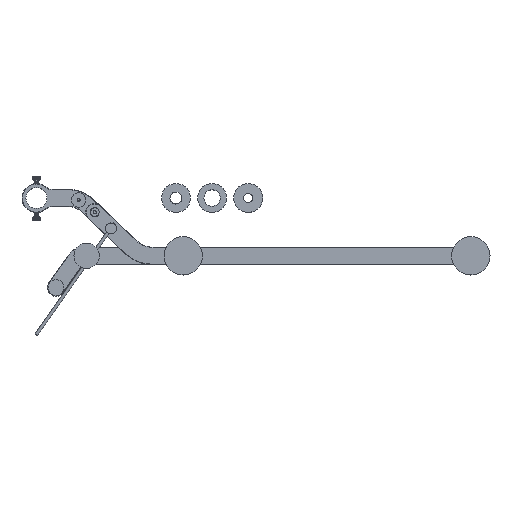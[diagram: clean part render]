
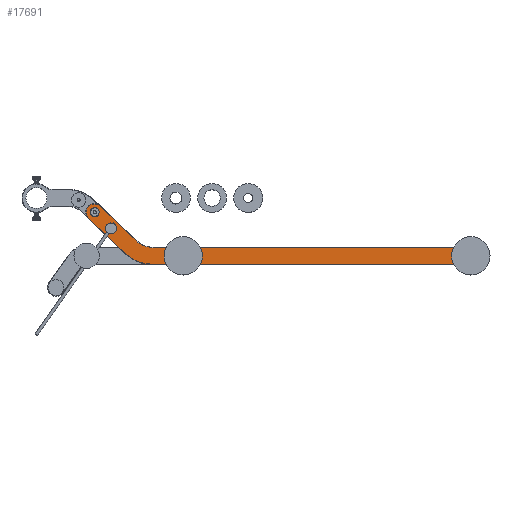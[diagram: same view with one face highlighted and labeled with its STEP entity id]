
A CAD part, top view. The second image highlights one B-rep face of the part: STEP entity #17691.
In plain terms, the highlighted planar face has unit normal (0, 0, 1).
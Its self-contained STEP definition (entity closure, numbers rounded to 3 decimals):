
#166=FACE_BOUND('',#3744,.T.);
#167=FACE_BOUND('',#3745,.T.);
#168=FACE_BOUND('',#3746,.T.);
#169=FACE_BOUND('',#3747,.T.);
#1076=PLANE('',#19075);
#2556=FACE_OUTER_BOUND('',#3743,.T.);
#3743=EDGE_LOOP('',(#15848,#15849,#15850,#15851,#15852,#15853,#15854,#15855,
#15856));
#3744=EDGE_LOOP('',(#15857));
#3745=EDGE_LOOP('',(#15858));
#3746=EDGE_LOOP('',(#15859));
#3747=EDGE_LOOP('',(#15860));
#4152=CIRCLE('',#19057,12.);
#4153=CIRCLE('',#19060,33.5);
#4155=CIRCLE('',#19064,11.5);
#4157=CIRCLE('',#19068,52.);
#4158=CIRCLE('',#19071,12.);
#4159=CIRCLE('',#19076,6.2);
#4160=CIRCLE('',#19077,3.015);
#4161=CIRCLE('',#19078,5.);
#4162=CIRCLE('',#19079,3.);
#5899=LINE('',#63135,#6488);
#5902=LINE('',#63143,#6491);
#5907=LINE('',#63156,#6496);
#5911=LINE('',#63167,#6500);
#6488=VECTOR('',#21914,10.);
#6491=VECTOR('',#21923,10.);
#6496=VECTOR('',#21936,10.);
#6500=VECTOR('',#21948,10.);
#8037=VERTEX_POINT('',#63125);
#8038=VERTEX_POINT('',#63126);
#8039=VERTEX_POINT('',#63134);
#8040=VERTEX_POINT('',#63138);
#8041=VERTEX_POINT('',#63142);
#8042=VERTEX_POINT('',#63146);
#8044=VERTEX_POINT('',#63152);
#8046=VERTEX_POINT('',#63158);
#8048=VERTEX_POINT('',#63164);
#8049=VERTEX_POINT('',#63177);
#8050=VERTEX_POINT('',#63179);
#8051=VERTEX_POINT('',#63181);
#8052=VERTEX_POINT('',#63183);
#10648=EDGE_CURVE('',#8037,#8038,#4152,.T.);
#10651=EDGE_CURVE('',#8038,#8039,#5899,.T.);
#10654=EDGE_CURVE('',#8039,#8040,#4153,.T.);
#10655=EDGE_CURVE('',#8040,#8041,#5902,.T.);
#10659=EDGE_CURVE('',#8041,#8042,#4155,.T.);
#10662=EDGE_CURVE('',#8042,#8044,#5907,.T.);
#10665=EDGE_CURVE('',#8044,#8046,#4157,.T.);
#10668=EDGE_CURVE('',#8046,#8048,#5911,.T.);
#10669=EDGE_CURVE('',#8048,#8037,#4158,.T.);
#10673=EDGE_CURVE('',#8049,#8049,#4159,.T.);
#10674=EDGE_CURVE('',#8050,#8050,#4160,.T.);
#10675=EDGE_CURVE('',#8051,#8051,#4161,.T.);
#10676=EDGE_CURVE('',#8052,#8052,#4162,.T.);
#15848=ORIENTED_EDGE('',*,*,#10648,.F.);
#15849=ORIENTED_EDGE('',*,*,#10669,.F.);
#15850=ORIENTED_EDGE('',*,*,#10668,.F.);
#15851=ORIENTED_EDGE('',*,*,#10665,.F.);
#15852=ORIENTED_EDGE('',*,*,#10662,.F.);
#15853=ORIENTED_EDGE('',*,*,#10659,.F.);
#15854=ORIENTED_EDGE('',*,*,#10655,.F.);
#15855=ORIENTED_EDGE('',*,*,#10654,.F.);
#15856=ORIENTED_EDGE('',*,*,#10651,.F.);
#15857=ORIENTED_EDGE('',*,*,#10673,.F.);
#15858=ORIENTED_EDGE('',*,*,#10674,.T.);
#15859=ORIENTED_EDGE('',*,*,#10675,.T.);
#15860=ORIENTED_EDGE('',*,*,#10676,.T.);
#17691=ADVANCED_FACE('',(#2556,#166,#167,#168,#169),#1076,.T.);
#19057=AXIS2_PLACEMENT_3D('',#63127,#21909,#21910);
#19060=AXIS2_PLACEMENT_3D('',#63140,#21919,#21920);
#19064=AXIS2_PLACEMENT_3D('',#63150,#21930,#21931);
#19068=AXIS2_PLACEMENT_3D('',#63162,#21942,#21943);
#19071=AXIS2_PLACEMENT_3D('',#63169,#21951,#21952);
#19075=AXIS2_PLACEMENT_3D('',#63176,#21962,#21963);
#19076=AXIS2_PLACEMENT_3D('',#63178,#21964,#21965);
#19077=AXIS2_PLACEMENT_3D('',#63180,#21966,#21967);
#19078=AXIS2_PLACEMENT_3D('',#63182,#21968,#21969);
#19079=AXIS2_PLACEMENT_3D('',#63184,#21970,#21971);
#21909=DIRECTION('center_axis',(0.,0.,
-1.));
#21910=DIRECTION('ref_axis',(-0.666,0.746,0.));
#21914=DIRECTION('',(0.724,-0.69,0.));
#21919=DIRECTION('center_axis',(0.,0.,
1.));
#21920=DIRECTION('ref_axis',(-0.371,-0.928,0.));
#21923=DIRECTION('',(1.,0.,0.));
#21930=DIRECTION('center_axis',(0.,0.,
-1.));
#21931=DIRECTION('ref_axis',(0.707,-0.707,0.));
#21936=DIRECTION('',(-1.,0.,0.));
#21942=DIRECTION('center_axis',(0.,0.,
-1.));
#21943=DIRECTION('ref_axis',(-0.371,-0.928,0.));
#21948=DIRECTION('',(-0.724,0.69,0.));
#21951=DIRECTION('center_axis',(0.,0.,
-1.));
#21952=DIRECTION('ref_axis',(-1.,-0.024,0.));
#21962=DIRECTION('center_axis',(0.,0.,
1.));
#21963=DIRECTION('ref_axis',(0.,1.,0.));
#21964=DIRECTION('center_axis',(0.,0.,
1.));
#21965=DIRECTION('ref_axis',(-1.,0.,0.));
#21966=DIRECTION('center_axis',(0.,0.,
-1.));
#21967=DIRECTION('ref_axis',(-1.,0.,0.));
#21968=DIRECTION('center_axis',(0.,0.,
-1.));
#21969=DIRECTION('ref_axis',(-1.,0.,0.));
#21970=DIRECTION('center_axis',(0.,0.,
-1.));
#21971=DIRECTION('ref_axis',(1.,0.,0.));
#63125=CARTESIAN_POINT('',(75.968,63.69,5.));
#63126=CARTESIAN_POINT('',(92.229,63.419,5.));
#63127=CARTESIAN_POINT('Origin',(83.951,54.731,5.));
#63134=CARTESIAN_POINT('',(142.264,15.746,5.));
#63135=CARTESIAN_POINT('',(306.887,-141.105,5.));
#63138=CARTESIAN_POINT('',(165.372,6.5,5.));
#63140=CARTESIAN_POINT('Origin',(165.372,40.,5.));
#63142=CARTESIAN_POINT('',(604.983,6.5,5.));
#63143=CARTESIAN_POINT('',(719.983,6.5,5.));
#63146=CARTESIAN_POINT('',(604.983,-16.5,5.));
#63150=CARTESIAN_POINT('Origin',(604.983,-5.,5.));
#63152=CARTESIAN_POINT('',(163.572,-16.5,5.));
#63156=CARTESIAN_POINT('',(719.983,-16.5,5.));
#63158=CARTESIAN_POINT('',(127.701,-2.147,5.));
#63162=CARTESIAN_POINT('Origin',(163.572,35.5,5.));
#63164=CARTESIAN_POINT('',(76.392,46.739,5.));
#63167=CARTESIAN_POINT('',(291.021,-157.757,5.));
#63169=CARTESIAN_POINT('Origin',(84.67,55.427,5.));
#63176=CARTESIAN_POINT('Origin',(719.983,-25.,5.));
#63177=CARTESIAN_POINT('',(90.87,55.427,5.));
#63178=CARTESIAN_POINT('Origin',(84.67,55.427,5.));
#63179=CARTESIAN_POINT('',(607.998,-5.,5.));
#63180=CARTESIAN_POINT('Origin',(604.983,-5.,5.));
#63181=CARTESIAN_POINT('',(112.083,32.959,5.));
#63182=CARTESIAN_POINT('Origin',(107.083,32.959,5.));
#63183=CARTESIAN_POINT('',(203.983,-5.,5.));
#63184=CARTESIAN_POINT('Origin',(206.983,-5.,5.));
